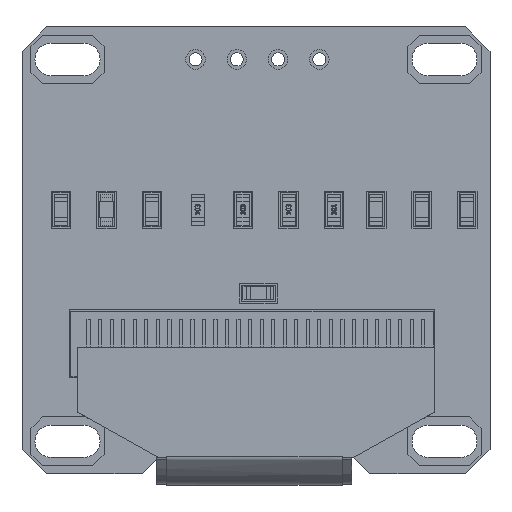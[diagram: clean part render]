
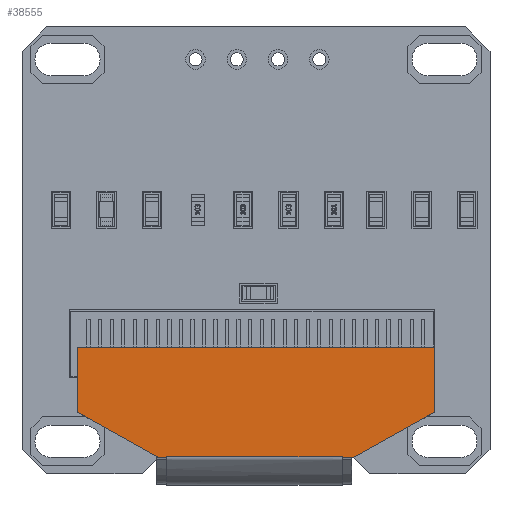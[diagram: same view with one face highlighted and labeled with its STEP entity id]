
A CAD part, front view. The second image highlights one B-rep face of the part: STEP entity #38555.
In plain terms, the highlighted planar face has unit normal (0, -1, 0).
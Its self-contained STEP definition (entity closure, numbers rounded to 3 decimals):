
#1749=FACE_OUTER_BOUND('',#3817,.T.);
#3817=EDGE_LOOP('',(#24373,#24374,#24375,#24376,#24377,#24378));
#5987=LINE('',#52093,#10434);
#6111=LINE('',#52340,#10558);
#6296=LINE('',#52688,#10743);
#6301=LINE('',#52697,#10748);
#6305=LINE('',#52705,#10752);
#6307=LINE('',#52708,#10754);
#10434=VECTOR('',#43038,10.);
#10558=VECTOR('',#43164,10.);
#10743=VECTOR('',#43363,10.);
#10748=VECTOR('',#43370,10.);
#10752=VECTOR('',#43376,10.);
#10754=VECTOR('',#43380,10.);
#14873=VERTEX_POINT('',#52090);
#14874=VERTEX_POINT('',#52092);
#14996=VERTEX_POINT('',#52338);
#15152=VERTEX_POINT('',#52686);
#15155=VERTEX_POINT('',#52695);
#15158=VERTEX_POINT('',#52704);
#18518=EDGE_CURVE('',#14874,#14873,#5987,.T.);
#18642=EDGE_CURVE('',#14873,#14996,#6111,.T.);
#18831=EDGE_CURVE('',#14996,#15152,#6296,.T.);
#18836=EDGE_CURVE('',#15152,#15155,#6301,.T.);
#18840=EDGE_CURVE('',#15158,#14874,#6305,.T.);
#18842=EDGE_CURVE('',#15155,#15158,#6307,.T.);
#24373=ORIENTED_EDGE('',*,*,#18642,.T.);
#24374=ORIENTED_EDGE('',*,*,#18831,.T.);
#24375=ORIENTED_EDGE('',*,*,#18836,.T.);
#24376=ORIENTED_EDGE('',*,*,#18842,.T.);
#24377=ORIENTED_EDGE('',*,*,#18840,.T.);
#24378=ORIENTED_EDGE('',*,*,#18518,.T.);
#34894=PLANE('',#40712);
#38555=ADVANCED_FACE('',(#1749),#34894,.T.);
#40712=AXIS2_PLACEMENT_3D('',#52707,#43378,#43379);
#43038=DIRECTION('',(0.,0.,1.));
#43164=DIRECTION('',(-1.,0.,0.));
#43363=DIRECTION('',(0.,0.,-1.));
#43370=DIRECTION('',(0.873,0.,-0.489));
#43376=DIRECTION('',(0.873,0.,0.489));
#43378=DIRECTION('center_axis',(0.,-1.,0.));
#43379=DIRECTION('ref_axis',(0.,0.,-1.));
#43380=DIRECTION('',(1.,0.,0.));
#52090=CARTESIAN_POINT('',(11.,-0.2,-5.95));
#52092=CARTESIAN_POINT('',(11.,-0.2,-9.95));
#52093=CARTESIAN_POINT('',(11.,-0.2,-9.95));
#52338=CARTESIAN_POINT('',(-11.,-0.2,-5.95));
#52340=CARTESIAN_POINT('',(11.,-0.2,-5.95));
#52686=CARTESIAN_POINT('',(-11.,-0.2,-9.95));
#52688=CARTESIAN_POINT('',(-11.,-0.2,-5.95));
#52695=CARTESIAN_POINT('',(-6.,-0.2,-12.75));
#52697=CARTESIAN_POINT('',(-11.,-0.2,-9.95));
#52704=CARTESIAN_POINT('',(6.,-0.2,-12.75));
#52705=CARTESIAN_POINT('',(6.,-0.2,-12.75));
#52707=CARTESIAN_POINT('Origin',(0.,-0.2,-9.35));
#52708=CARTESIAN_POINT('',(-6.,-0.2,-12.75));
